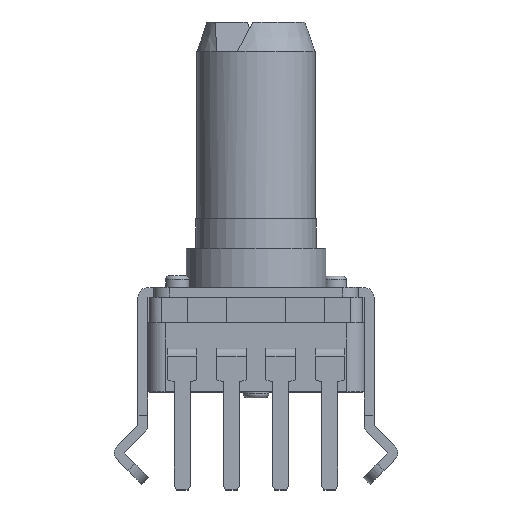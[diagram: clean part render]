
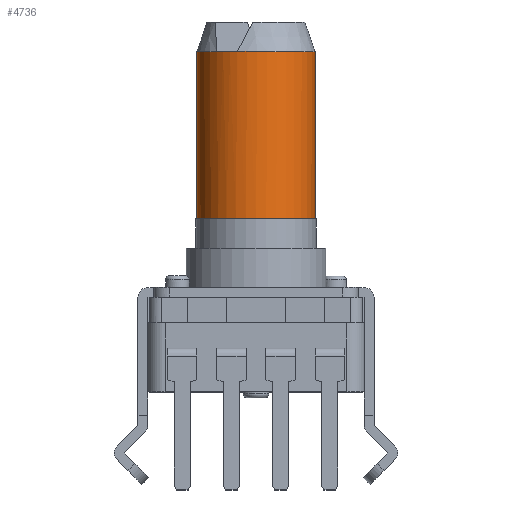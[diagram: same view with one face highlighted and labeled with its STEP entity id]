
A CAD part, top view. The second image highlights one B-rep face of the part: STEP entity #4736.
In plain terms, the highlighted cylindrical face has radius 3 mm (diameter 6 mm), a full revolution.
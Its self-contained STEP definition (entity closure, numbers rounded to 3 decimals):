
#223=CYLINDRICAL_SURFACE('',#5072,3.);
#255=FACE_BOUND('',#693,.T.);
#426=FACE_OUTER_BOUND('',#692,.T.);
#692=EDGE_LOOP('',(#3985,#3986,#3987,#3988,#3989,#3990));
#693=EDGE_LOOP('',(#3991));
#1166=LINE('',#7370,#1706);
#1167=LINE('',#7378,#1707);
#1706=VECTOR('',#6055,5.5);
#1707=VECTOR('',#6062,5.5);
#1958=CIRCLE('',#5071,3.);
#1959=CIRCLE('',#5073,3.);
#1960=CIRCLE('',#5074,3.);
#1961=CIRCLE('',#5075,3.);
#1962=CIRCLE('',#5076,3.);
#2290=VERTEX_POINT('',#7365);
#2291=VERTEX_POINT('',#7368);
#2292=VERTEX_POINT('',#7369);
#2293=VERTEX_POINT('',#7371);
#2294=VERTEX_POINT('',#7373);
#2295=VERTEX_POINT('',#7375);
#2296=VERTEX_POINT('',#7377);
#2880=EDGE_CURVE('',#2290,#2290,#1958,.T.);
#2881=EDGE_CURVE('',#2291,#2292,#1166,.T.);
#2882=EDGE_CURVE('',#2291,#2293,#1959,.T.);
#2883=EDGE_CURVE('',#2293,#2294,#1960,.T.);
#2884=EDGE_CURVE('',#2295,#2294,#1961,.T.);
#2885=EDGE_CURVE('',#2295,#2296,#1167,.T.);
#2886=EDGE_CURVE('',#2296,#2292,#1962,.T.);
#3985=ORIENTED_EDGE('',*,*,#2881,.F.);
#3986=ORIENTED_EDGE('',*,*,#2882,.T.);
#3987=ORIENTED_EDGE('',*,*,#2883,.T.);
#3988=ORIENTED_EDGE('',*,*,#2884,.F.);
#3989=ORIENTED_EDGE('',*,*,#2885,.T.);
#3990=ORIENTED_EDGE('',*,*,#2886,.T.);
#3991=ORIENTED_EDGE('',*,*,#2880,.T.);
#4736=ADVANCED_FACE('',(#426,#255),#223,.T.);
#5071=AXIS2_PLACEMENT_3D('',#7366,#6051,#6052);
#5072=AXIS2_PLACEMENT_3D('',#7367,#6053,#6054);
#5073=AXIS2_PLACEMENT_3D('',#7372,#6056,#6057);
#5074=AXIS2_PLACEMENT_3D('',#7374,#6058,#6059);
#5075=AXIS2_PLACEMENT_3D('',#7376,#6060,#6061);
#5076=AXIS2_PLACEMENT_3D('',#7379,#6063,#6064);
#6051=DIRECTION('center_axis',(0.,1.,0.));
#6052=DIRECTION('ref_axis',(-1.,0.,0.));
#6053=DIRECTION('center_axis',(0.,-1.,0.));
#6054=DIRECTION('ref_axis',(-1.,0.,0.));
#6055=DIRECTION('',(0.,-1.,0.));
#6056=DIRECTION('center_axis',(0.,-1.,0.));
#6057=DIRECTION('ref_axis',(1.,0.,0.));
#6058=DIRECTION('center_axis',(0.,-1.,0.));
#6059=DIRECTION('ref_axis',(-0.317,0.,0.949));
#6060=DIRECTION('center_axis',(0.,1.,0.));
#6061=DIRECTION('ref_axis',(-1.,0.,0.));
#6062=DIRECTION('',(0.,-1.,0.));
#6063=DIRECTION('center_axis',(0.,-1.,0.));
#6064=DIRECTION('ref_axis',(-0.5,0.,-0.866));
#7365=CARTESIAN_POINT('',(3.,8.8,0.));
#7366=CARTESIAN_POINT('Origin',(0.,8.8,0.));
#7367=CARTESIAN_POINT('Origin',(0.,14.55,0.));
#7368=CARTESIAN_POINT('',(3.,17.3,0.));
#7369=CARTESIAN_POINT('',(3.,11.8,0.));
#7370=CARTESIAN_POINT('',(3.,17.3,0.));
#7371=CARTESIAN_POINT('',(-0.95,17.3,2.846));
#7372=CARTESIAN_POINT('Origin',(0.,17.3,0.));
#7373=CARTESIAN_POINT('',(-1.989,17.3,2.246));
#7374=CARTESIAN_POINT('Origin',(0.,17.3,0.));
#7375=CARTESIAN_POINT('',(-1.5,17.3,-2.598));
#7376=CARTESIAN_POINT('Origin',(0.,17.3,0.));
#7377=CARTESIAN_POINT('',(-1.5,11.8,-2.598));
#7378=CARTESIAN_POINT('',(-1.5,17.3,-2.598));
#7379=CARTESIAN_POINT('Origin',(0.,11.8,0.));
